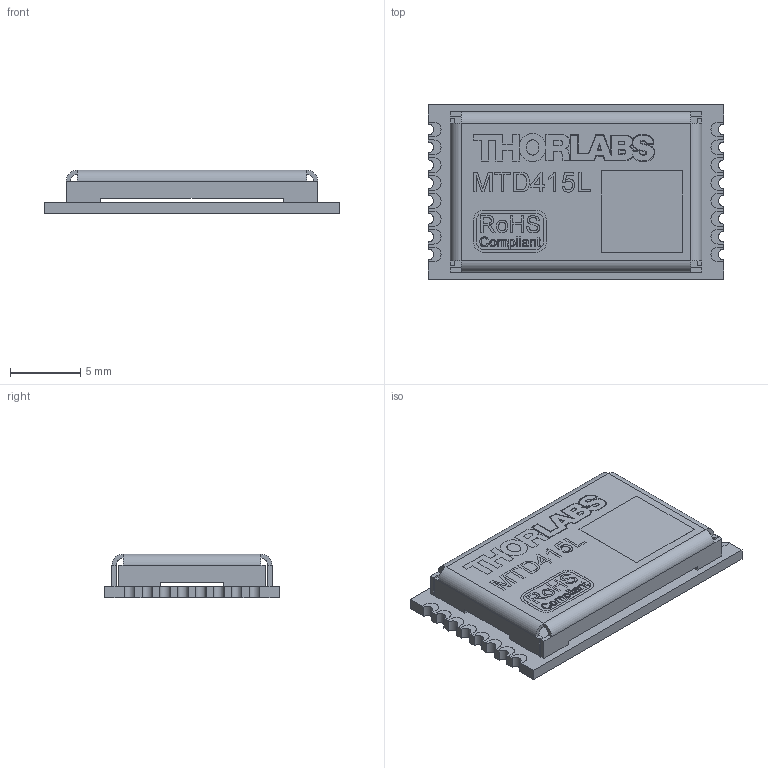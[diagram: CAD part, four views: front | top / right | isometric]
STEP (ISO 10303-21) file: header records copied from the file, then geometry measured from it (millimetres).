
FILE_DESCRIPTION (( 'STEP AP214' ), '1' );
FILE_NAME ('MTN007705-E0W.STEP', '2016-10-26T12:47:38', ( '' ), ( '' ), 'SwSTEP 2.0', 'SolidWorks 2016', '' );
FILE_SCHEMA (( 'AUTOMOTIVE_DESIGN' ));
Length unit declared in the file: millimetre
Products named in the file (1): MTN007705-E0W
Bounding box: 21 x 12.4 x 3.1 mm (x, y, z)
Volume: 291.9 mm3; surface area: 1173.7 mm2
Topology: 2 solids, 2 shells, 933 faces, 2626 edges, 1740 vertices
Faces by surface type: plane 726, bspline 119, cylinder 88
Entity records: 45766 total; most frequent: CARTESIAN_POINT 12011, ORIENTED_EDGE 5252, DIRECTION 4194, EDGE_CURVE 2626, VECTOR 2212, LINE 2212, VERTEX_POINT 1740, AXIS2_PLACEMENT_3D 991
